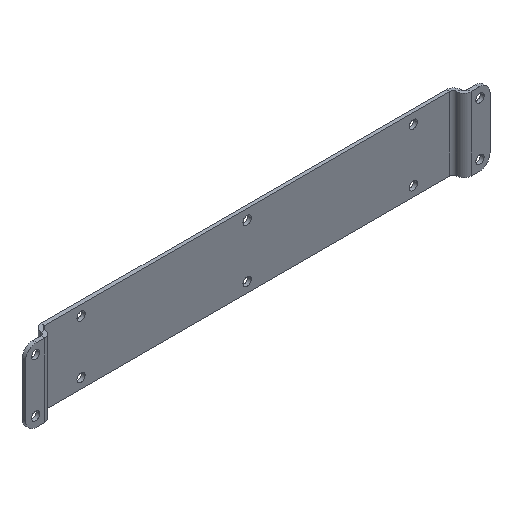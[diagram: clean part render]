
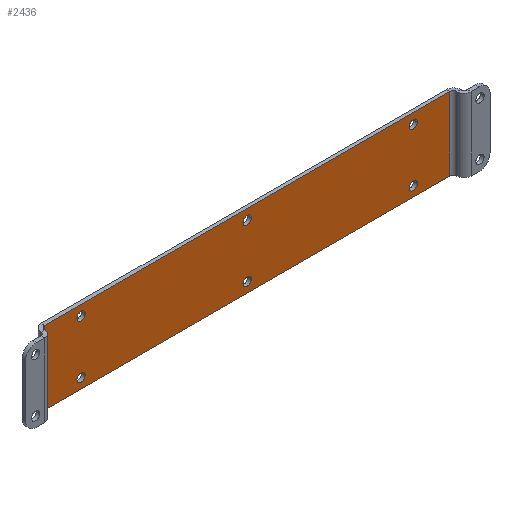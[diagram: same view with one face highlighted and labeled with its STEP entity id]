
A CAD part, isometric view. The second image highlights one B-rep face of the part: STEP entity #2436.
In plain terms, the highlighted planar face has unit normal (0, -1, 0).
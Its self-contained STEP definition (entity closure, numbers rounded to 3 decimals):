
#1=DIRECTION('',(1.,0.,0.));
#2=VECTOR('',#1,343.);
#3=CARTESIAN_POINT('',(-171.5,0.,31.));
#4=LINE('',#3,#2);
#5=DIRECTION('',(-1.,0.,0.));
#6=VECTOR('',#5,343.);
#7=CARTESIAN_POINT('',(171.5,0.,-31.));
#8=LINE('',#7,#6);
#9=CARTESIAN_POINT('',(-140.5,0.,-22.5));
#10=DIRECTION('',(0.,1.,0.));
#11=DIRECTION('',(-1.,0.,0.));
#12=AXIS2_PLACEMENT_3D('',#9,#10,#11);
#14=CARTESIAN_POINT('',(-140.5,0.,-22.5));
#15=DIRECTION('',(0.,1.,0.));
#16=DIRECTION('',(1.,0.,0.));
#17=AXIS2_PLACEMENT_3D('',#14,#15,#16);
#19=CARTESIAN_POINT('',(-140.5,0.,22.5));
#20=DIRECTION('',(0.,1.,0.));
#21=DIRECTION('',(-1.,0.,0.));
#22=AXIS2_PLACEMENT_3D('',#19,#20,#21);
#24=CARTESIAN_POINT('',(-140.5,0.,22.5));
#25=DIRECTION('',(0.,1.,0.));
#26=DIRECTION('',(1.,0.,0.));
#27=AXIS2_PLACEMENT_3D('',#24,#25,#26);
#29=CARTESIAN_POINT('',(140.5,0.,22.5));
#30=DIRECTION('',(0.,1.,0.));
#31=DIRECTION('',(-1.,0.,0.));
#32=AXIS2_PLACEMENT_3D('',#29,#30,#31);
#34=CARTESIAN_POINT('',(140.5,0.,22.5));
#35=DIRECTION('',(0.,1.,0.));
#36=DIRECTION('',(1.,0.,0.));
#37=AXIS2_PLACEMENT_3D('',#34,#35,#36);
#39=CARTESIAN_POINT('',(140.5,0.,-22.5));
#40=DIRECTION('',(0.,1.,0.));
#41=DIRECTION('',(-1.,0.,0.));
#42=AXIS2_PLACEMENT_3D('',#39,#40,#41);
#44=CARTESIAN_POINT('',(140.5,0.,-22.5));
#45=DIRECTION('',(0.,1.,0.));
#46=DIRECTION('',(1.,0.,0.));
#47=AXIS2_PLACEMENT_3D('',#44,#45,#46);
#49=CARTESIAN_POINT('',(0.,0.,-22.5));
#50=DIRECTION('',(0.,1.,0.));
#51=DIRECTION('',(-1.,0.,0.));
#52=AXIS2_PLACEMENT_3D('',#49,#50,#51);
#54=CARTESIAN_POINT('',(0.,0.,-22.5));
#55=DIRECTION('',(0.,1.,0.));
#56=DIRECTION('',(1.,0.,0.));
#57=AXIS2_PLACEMENT_3D('',#54,#55,#56);
#59=CARTESIAN_POINT('',(0.,0.,22.5));
#60=DIRECTION('',(0.,1.,0.));
#61=DIRECTION('',(-1.,0.,0.));
#62=AXIS2_PLACEMENT_3D('',#59,#60,#61);
#64=CARTESIAN_POINT('',(0.,0.,22.5));
#65=DIRECTION('',(0.,1.,0.));
#66=DIRECTION('',(1.,0.,0.));
#67=AXIS2_PLACEMENT_3D('',#64,#65,#66);
#74=DIRECTION('',(0.,0.,-1.));
#75=VECTOR('',#74,62.);
#76=CARTESIAN_POINT('',(-171.5,0.,31.));
#77=LINE('',#76,#75);
#944=DIRECTION('',(0.,0.,1.));
#945=VECTOR('',#944,62.);
#946=CARTESIAN_POINT('',(171.5,0.,-31.));
#947=LINE('',#946,#945);
#1826=CARTESIAN_POINT('',(-171.5,0.,-31.));
#1828=VERTEX_POINT('',#1826);
#1830=CARTESIAN_POINT('',(-171.5,0.,31.));
#1832=VERTEX_POINT('',#1830);
#1866=CARTESIAN_POINT('',(171.5,0.,31.));
#1868=VERTEX_POINT('',#1866);
#1870=CARTESIAN_POINT('',(171.5,0.,-31.));
#1872=VERTEX_POINT('',#1870);
#1881=CARTESIAN_POINT('',(-144.,0.,-22.5));
#1882=CARTESIAN_POINT('',(-137.,0.,-22.5));
#1883=VERTEX_POINT('',#1881);
#1884=VERTEX_POINT('',#1882);
#1885=CARTESIAN_POINT('',(-144.,0.,22.5));
#1886=CARTESIAN_POINT('',(-137.,0.,22.5));
#1887=VERTEX_POINT('',#1885);
#1888=VERTEX_POINT('',#1886);
#1889=CARTESIAN_POINT('',(137.,0.,22.5));
#1890=CARTESIAN_POINT('',(144.,0.,22.5));
#1891=VERTEX_POINT('',#1889);
#1892=VERTEX_POINT('',#1890);
#1893=CARTESIAN_POINT('',(137.,0.,-22.5));
#1894=CARTESIAN_POINT('',(144.,0.,-22.5));
#1895=VERTEX_POINT('',#1893);
#1896=VERTEX_POINT('',#1894);
#1897=CARTESIAN_POINT('',(-3.5,0.,-22.5));
#1898=CARTESIAN_POINT('',(3.5,0.,-22.5));
#1899=VERTEX_POINT('',#1897);
#1900=VERTEX_POINT('',#1898);
#1901=CARTESIAN_POINT('',(-3.5,0.,22.5));
#1902=CARTESIAN_POINT('',(3.5,0.,22.5));
#1903=VERTEX_POINT('',#1901);
#1904=VERTEX_POINT('',#1902);
#2385=CARTESIAN_POINT('',(0.,0.,0.));
#2386=DIRECTION('',(0.,1.,0.));
#2387=DIRECTION('',(1.,0.,0.));
#2388=AXIS2_PLACEMENT_3D('',#2385,#2386,#2387);
#2389=PLANE('',#2388);
#2391=ORIENTED_EDGE('',*,*,#2390,.F.);
#2393=ORIENTED_EDGE('',*,*,#2392,.T.);
#2395=ORIENTED_EDGE('',*,*,#2394,.F.);
#2397=ORIENTED_EDGE('',*,*,#2396,.T.);
#2398=EDGE_LOOP('',(#2391,#2393,#2395,#2397));
#2399=FACE_OUTER_BOUND('',#2398,.F.);
#2401=ORIENTED_EDGE('',*,*,#2400,.F.);
#2403=ORIENTED_EDGE('',*,*,#2402,.F.);
#2404=EDGE_LOOP('',(#2401,#2403));
#2405=FACE_BOUND('',#2404,.F.);
#2407=ORIENTED_EDGE('',*,*,#2406,.F.);
#2409=ORIENTED_EDGE('',*,*,#2408,.F.);
#2410=EDGE_LOOP('',(#2407,#2409));
#2411=FACE_BOUND('',#2410,.F.);
#2413=ORIENTED_EDGE('',*,*,#2412,.F.);
#2415=ORIENTED_EDGE('',*,*,#2414,.F.);
#2416=EDGE_LOOP('',(#2413,#2415));
#2417=FACE_BOUND('',#2416,.F.);
#2419=ORIENTED_EDGE('',*,*,#2418,.F.);
#2421=ORIENTED_EDGE('',*,*,#2420,.F.);
#2422=EDGE_LOOP('',(#2419,#2421));
#2423=FACE_BOUND('',#2422,.F.);
#2425=ORIENTED_EDGE('',*,*,#2424,.F.);
#2427=ORIENTED_EDGE('',*,*,#2426,.F.);
#2428=EDGE_LOOP('',(#2425,#2427));
#2429=FACE_BOUND('',#2428,.F.);
#2431=ORIENTED_EDGE('',*,*,#2430,.F.);
#2433=ORIENTED_EDGE('',*,*,#2432,.F.);
#2434=EDGE_LOOP('',(#2431,#2433));
#2435=FACE_BOUND('',#2434,.F.);
#2436=ADVANCED_FACE('',(#2399,#2405,#2411,#2417,#2423,#2429,#2435),#2389,.F.);
#13=CIRCLE('',#12,3.5);
#18=CIRCLE('',#17,3.5);
#23=CIRCLE('',#22,3.5);
#28=CIRCLE('',#27,3.5);
#33=CIRCLE('',#32,3.5);
#38=CIRCLE('',#37,3.5);
#43=CIRCLE('',#42,3.5);
#48=CIRCLE('',#47,3.5);
#53=CIRCLE('',#52,3.5);
#58=CIRCLE('',#57,3.5);
#63=CIRCLE('',#62,3.5);
#68=CIRCLE('',#67,3.5);
#2390=EDGE_CURVE('',#1832,#1828,#77,.T.);
#2392=EDGE_CURVE('',#1832,#1868,#4,.T.);
#2394=EDGE_CURVE('',#1872,#1868,#947,.T.);
#2396=EDGE_CURVE('',#1872,#1828,#8,.T.);
#2400=EDGE_CURVE('',#1883,#1884,#13,.T.);
#2402=EDGE_CURVE('',#1884,#1883,#18,.T.);
#2406=EDGE_CURVE('',#1887,#1888,#23,.T.);
#2408=EDGE_CURVE('',#1888,#1887,#28,.T.);
#2412=EDGE_CURVE('',#1891,#1892,#33,.T.);
#2414=EDGE_CURVE('',#1892,#1891,#38,.T.);
#2418=EDGE_CURVE('',#1895,#1896,#43,.T.);
#2420=EDGE_CURVE('',#1896,#1895,#48,.T.);
#2424=EDGE_CURVE('',#1899,#1900,#53,.T.);
#2426=EDGE_CURVE('',#1900,#1899,#58,.T.);
#2430=EDGE_CURVE('',#1903,#1904,#63,.T.);
#2432=EDGE_CURVE('',#1904,#1903,#68,.T.);
